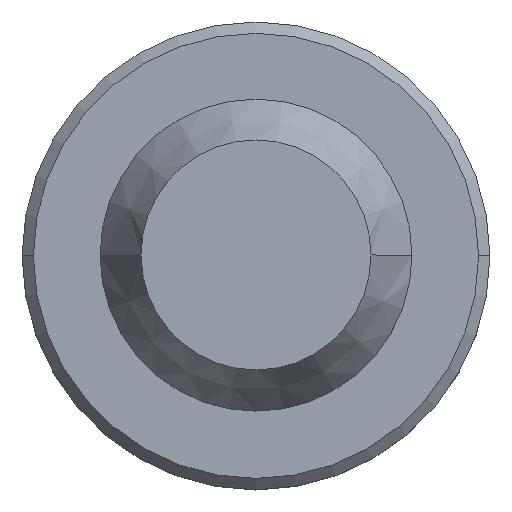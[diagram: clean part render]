
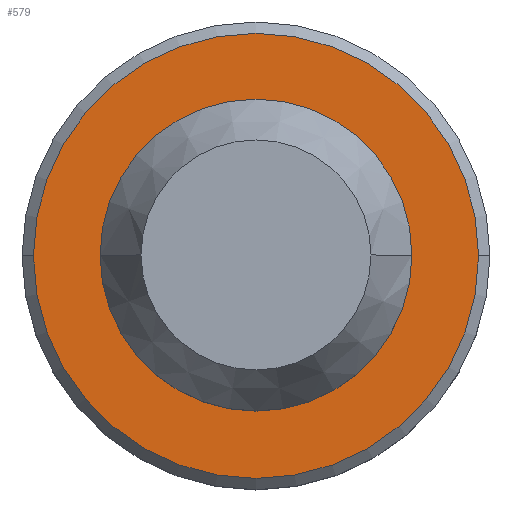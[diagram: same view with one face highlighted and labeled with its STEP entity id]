
A CAD part, top view. The second image highlights one B-rep face of the part: STEP entity #579.
In plain terms, the highlighted planar face has unit normal (0, 0, 1).
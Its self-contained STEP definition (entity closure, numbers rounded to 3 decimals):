
#20 = AXIS2_PLACEMENT_3D ( 'NONE', #123, #656, #752 ) ;
#21 = EDGE_LOOP ( 'NONE', ( #777, #737 ) ) ;
#44 = PLANE ( 'NONE',  #58 ) ;
#58 = AXIS2_PLACEMENT_3D ( 'NONE', #874, #650, #195 ) ;
#94 = VERTEX_POINT ( 'NONE', #467 ) ;
#96 = ORIENTED_EDGE ( 'NONE', *, *, #258, .F. ) ;
#123 = CARTESIAN_POINT ( 'NONE',  ( 0., 0., -18. ) ) ;
#125 = CIRCLE ( 'NONE', #721, 7.85 ) ;
#143 = CARTESIAN_POINT ( 'NONE',  ( 0., 0., -18. ) ) ;
#175 = CIRCLE ( 'NONE', #377, 4.3 ) ;
#195 = DIRECTION ( 'NONE',  ( -1., 0., 0. ) ) ;
#258 = EDGE_CURVE ( 'NONE', #94, #324, #512, .T. ) ;
#270 = CARTESIAN_POINT ( 'NONE',  ( 0., 0., -18. ) ) ;
#286 = VERTEX_POINT ( 'NONE', #790 ) ;
#289 = CARTESIAN_POINT ( 'NONE',  ( 0., 0., -18. ) ) ;
#324 = VERTEX_POINT ( 'NONE', #862 ) ;
#359 = DIRECTION ( 'NONE',  ( 1., 0., 0. ) ) ;
#370 = DIRECTION ( 'NONE',  ( 1., 0., 0. ) ) ;
#377 = AXIS2_PLACEMENT_3D ( 'NONE', #143, #385, #571 ) ;
#385 = DIRECTION ( 'NONE',  ( 0., 0., 1. ) ) ;
#467 = CARTESIAN_POINT ( 'NONE',  ( -4.3, 0., -18. ) ) ;
#510 = CIRCLE ( 'NONE', #20, 7.85 ) ;
#512 = CIRCLE ( 'NONE', #786, 4.3 ) ;
#533 = FACE_BOUND ( 'NONE', #714, .T. ) ;
#546 = EDGE_CURVE ( 'NONE', #324, #94, #175, .T. ) ;
#571 = DIRECTION ( 'NONE',  ( 1., 0., 0. ) ) ;
#579 = ADVANCED_FACE ( 'NONE', ( #533, #914 ), #44, .F. ) ;
#601 = EDGE_CURVE ( 'NONE', #618, #286, #510, .T. ) ;
#604 = EDGE_CURVE ( 'NONE', #286, #618, #125, .T. ) ;
#618 = VERTEX_POINT ( 'NONE', #881 ) ;
#650 = DIRECTION ( 'NONE',  ( 0., 0., -1. ) ) ;
#656 = DIRECTION ( 'NONE',  ( 0., 0., 1. ) ) ;
#692 = ORIENTED_EDGE ( 'NONE', *, *, #546, .F. ) ;
#714 = EDGE_LOOP ( 'NONE', ( #692, #96 ) ) ;
#721 = AXIS2_PLACEMENT_3D ( 'NONE', #289, #820, #370 ) ;
#737 = ORIENTED_EDGE ( 'NONE', *, *, #604, .T. ) ;
#752 = DIRECTION ( 'NONE',  ( 1., 0., 0. ) ) ;
#777 = ORIENTED_EDGE ( 'NONE', *, *, #601, .T. ) ;
#786 = AXIS2_PLACEMENT_3D ( 'NONE', #270, #810, #359 ) ;
#790 = CARTESIAN_POINT ( 'NONE',  ( 7.85, 0., -18. ) ) ;
#810 = DIRECTION ( 'NONE',  ( 0., 0., 1. ) ) ;
#820 = DIRECTION ( 'NONE',  ( 0., 0., 1. ) ) ;
#862 = CARTESIAN_POINT ( 'NONE',  ( 4.3, 0., -18. ) ) ;
#874 = CARTESIAN_POINT ( 'NONE',  ( 0., 4.3, -18. ) ) ;
#881 = CARTESIAN_POINT ( 'NONE',  ( -7.85, 0., -18. ) ) ;
#914 = FACE_OUTER_BOUND ( 'NONE', #21, .T. ) ;
